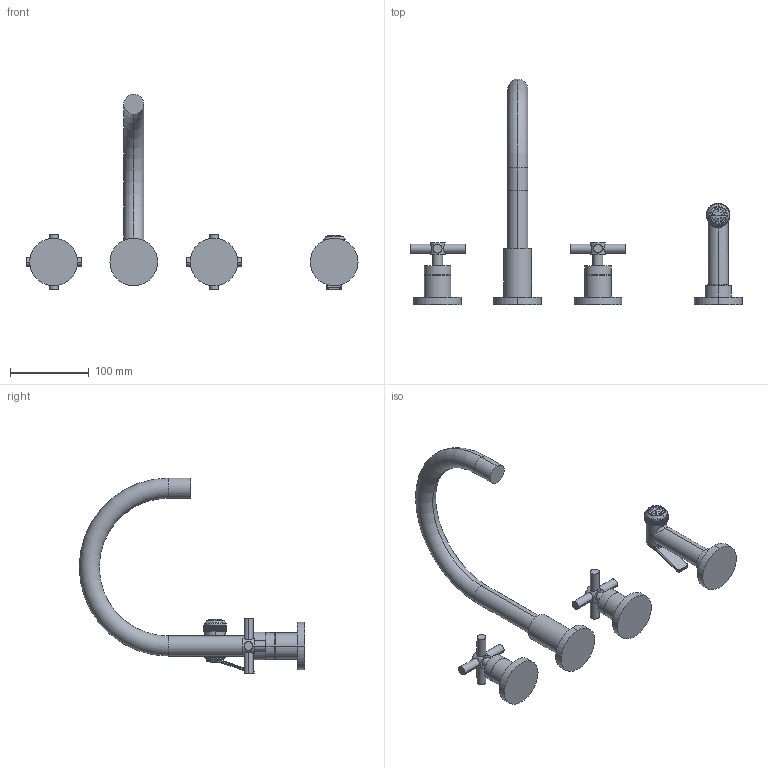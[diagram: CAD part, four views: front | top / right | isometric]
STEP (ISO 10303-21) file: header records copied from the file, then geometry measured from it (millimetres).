
FILE_DESCRIPTION((''),'2;1');
FILE_NAME('9911','2021-03-05T16:55:11',('rsmith'),(''),'CREO PARAMETRIC BY PTC INC, 2018400','CREO PARAMETRIC BY PTC INC, 2018400','');
FILE_SCHEMA(('AUTOMOTIVE_DESIGN { 1 0 10303 214 1 1 1 1 }'));
Length unit declared in the file: inch
Products named in the file (1): 9911
Bounding box: 420.69 x 285.69 x 248.02 mm (x, y, z)
Volume: 576964.3 mm3; surface area: 115265 mm2
Topology: 6 solids, 7 shells, 612 faces, 1685 edges, 1104 vertices
Faces by surface type: plane 301, cylinder 221, bspline 59, torus 21, cone 6, sphere 4
Entity records: 38078 total; most frequent: CARTESIAN_POINT 11674, ORIENTED_EDGE 3370, DIRECTION 2956, PRESENTATION_STYLE_ASSIGNMENT 2230, STYLED_ITEM 1691, CURVE_STYLE 1685, EDGE_CURVE 1685, VERTEX_POINT 1104
